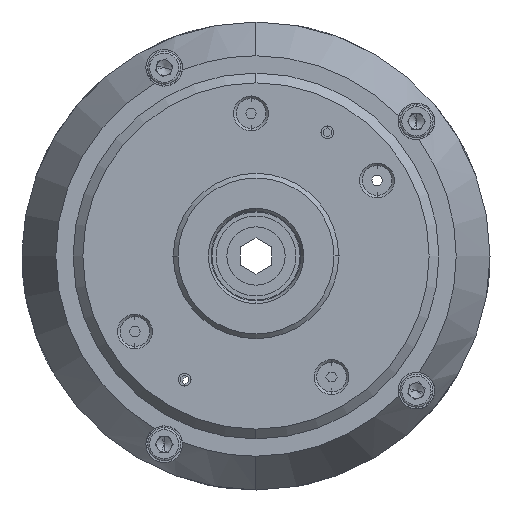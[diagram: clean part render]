
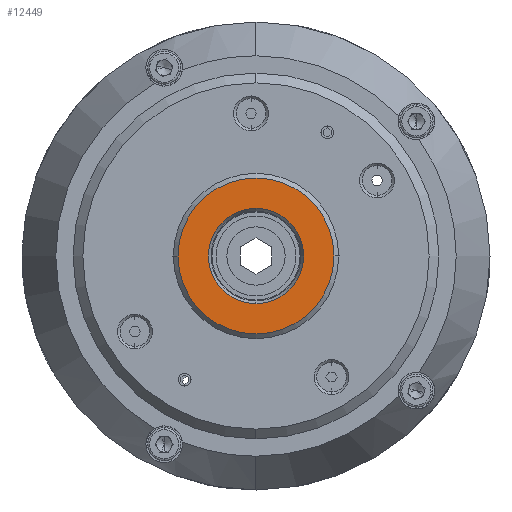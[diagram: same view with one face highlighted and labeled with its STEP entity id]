
A CAD part, left-side view. The second image highlights one B-rep face of the part: STEP entity #12449.
In plain terms, the highlighted planar face has unit normal (-1, 0, 0).
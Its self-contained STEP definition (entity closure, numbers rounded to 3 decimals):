
#1358 = VERTEX_POINT ( 'NONE', #18948 ) ;
#1400 = EDGE_LOOP ( 'NONE', ( #29819, #29863 ) ) ;
#1828 = CARTESIAN_POINT ( 'NONE',  ( 0., 0., 12.193 ) ) ;
#4859 = VERTEX_POINT ( 'NONE', #1828 ) ;
#5289 = AXIS2_PLACEMENT_3D ( 'NONE', #7614, #6843, #21237 ) ;
#5586 = CIRCLE ( 'NONE', #5289, 20. ) ;
#6843 = DIRECTION ( 'NONE',  ( -1., 0., 0. ) ) ;
#6852 = CARTESIAN_POINT ( 'NONE',  ( 0., 0., 0. ) ) ;
#7614 = CARTESIAN_POINT ( 'NONE',  ( 0., 0., 0. ) ) ;
#8568 = EDGE_LOOP ( 'NONE', ( #9304, #14149 ) ) ;
#8678 = DIRECTION ( 'NONE',  ( 0., 1., 0. ) ) ;
#9234 = FACE_BOUND ( 'NONE', #8568, .T. ) ;
#9304 = ORIENTED_EDGE ( 'NONE', *, *, #21768, .T. ) ;
#10229 = EDGE_CURVE ( 'NONE', #31839, #32488, #19685, .T. ) ;
#10262 = CARTESIAN_POINT ( 'NONE',  ( 0., -20., 0. ) ) ;
#12449 = ADVANCED_FACE ( 'NONE', ( #9234, #29144 ), #14513, .F. ) ;
#13601 = CARTESIAN_POINT ( 'NONE',  ( 0., 0., 0. ) ) ;
#13713 = DIRECTION ( 'NONE',  ( 1., 0., 0. ) ) ;
#13829 = DIRECTION ( 'NONE',  ( 0., 1., 0. ) ) ;
#14149 = ORIENTED_EDGE ( 'NONE', *, *, #28905, .T. ) ;
#14513 = PLANE ( 'NONE',  #17787 ) ;
#16963 = CARTESIAN_POINT ( 'NONE',  ( 0., 0., 0. ) ) ;
#17252 = DIRECTION ( 'NONE',  ( 0., -1., 0. ) ) ;
#17363 = DIRECTION ( 'NONE',  ( -1., 0., 0. ) ) ;
#17582 = CIRCLE ( 'NONE', #25062, 12.193 ) ;
#17787 = AXIS2_PLACEMENT_3D ( 'NONE', #13601, #13713, #13829 ) ;
#18948 = CARTESIAN_POINT ( 'NONE',  ( 0., 0., -12.193 ) ) ;
#19685 = CIRCLE ( 'NONE', #29473, 20. ) ;
#21237 = DIRECTION ( 'NONE',  ( 0., -1., 0. ) ) ;
#21768 = EDGE_CURVE ( 'NONE', #4859, #1358, #27928, .T. ) ;
#22996 = DIRECTION ( 'NONE',  ( 1., 0., 0. ) ) ;
#23926 = DIRECTION ( 'NONE',  ( 1., 0., 0. ) ) ;
#25062 = AXIS2_PLACEMENT_3D ( 'NONE', #31803, #23926, #8678 ) ;
#25077 = DIRECTION ( 'NONE',  ( 0., 1., 0. ) ) ;
#25650 = CARTESIAN_POINT ( 'NONE',  ( 0., 20., 0. ) ) ;
#27928 = CIRCLE ( 'NONE', #28648, 12.193 ) ;
#28648 = AXIS2_PLACEMENT_3D ( 'NONE', #6852, #22996, #25077 ) ;
#28905 = EDGE_CURVE ( 'NONE', #1358, #4859, #17582, .T. ) ;
#29144 = FACE_OUTER_BOUND ( 'NONE', #1400, .T. ) ;
#29473 = AXIS2_PLACEMENT_3D ( 'NONE', #16963, #17363, #17252 ) ;
#29819 = ORIENTED_EDGE ( 'NONE', *, *, #31705, .T. ) ;
#29863 = ORIENTED_EDGE ( 'NONE', *, *, #10229, .T. ) ;
#31705 = EDGE_CURVE ( 'NONE', #32488, #31839, #5586, .T. ) ;
#31803 = CARTESIAN_POINT ( 'NONE',  ( 0., 0., 0. ) ) ;
#31839 = VERTEX_POINT ( 'NONE', #25650 ) ;
#32488 = VERTEX_POINT ( 'NONE', #10262 ) ;
